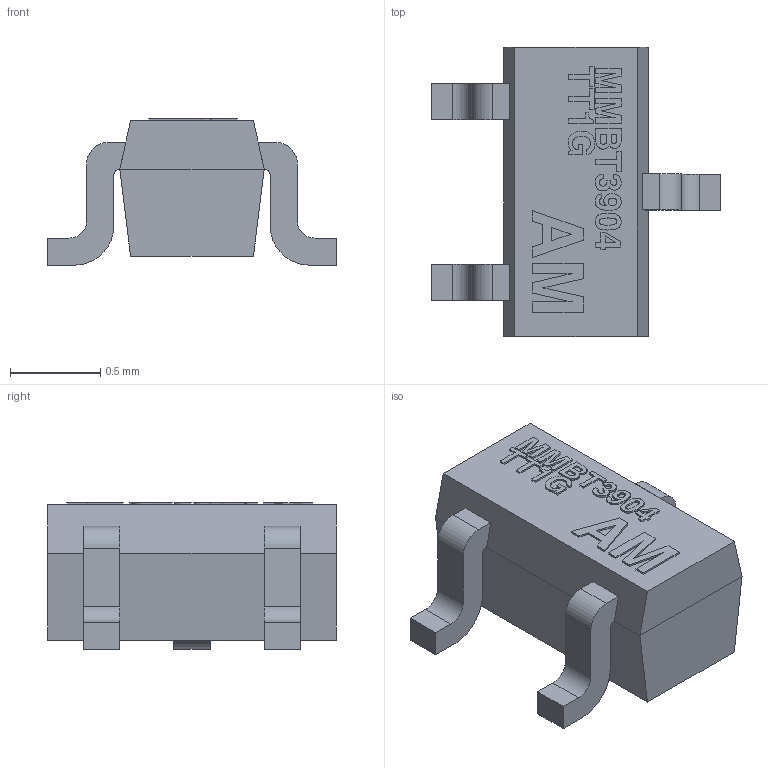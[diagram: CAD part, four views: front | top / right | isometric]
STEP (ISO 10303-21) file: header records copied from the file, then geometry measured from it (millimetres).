
FILE_DESCRIPTION(('FreeCAD Model'),'2;1');
FILE_NAME('ON_Semi_MMBT3904TT1G.step','2019-07-20T19:52:13',('Author'),(''), 'Open CASCADE STEP processor 7.3','FreeCAD','Unknown');
FILE_SCHEMA(('AUTOMOTIVE_DESIGN { 1 0 10303 214 1 1 1 1 }'));
Length unit declared in the file: millimetre
Products named in the file (1): MMBT3904TT1G
Bounding box: 1.6 x 1.6 x 0.81 mm (x, y, z)
Volume: 1 mm3; surface area: 7.6 mm2
Topology: 1 solids, 1 shells, 300 faces, 821 edges, 546 vertices
Faces by surface type: plane 166, extrusion 118, cylinder 12, bspline 4
Entity records: 11658 total; most frequent: CARTESIAN_POINT 2396, ORIENTED_EDGE 1642, DIRECTION 1077, EDGE_CURVE 821, VECTOR 671, LINE 553, VERTEX_POINT 546, B_SPLINE_CURVE_WITH_KNOTS 362
